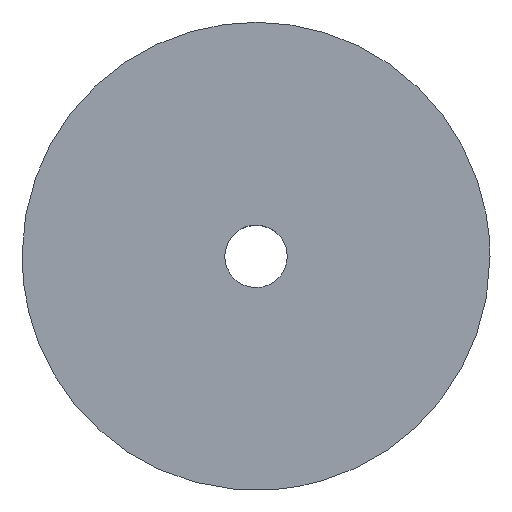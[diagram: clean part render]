
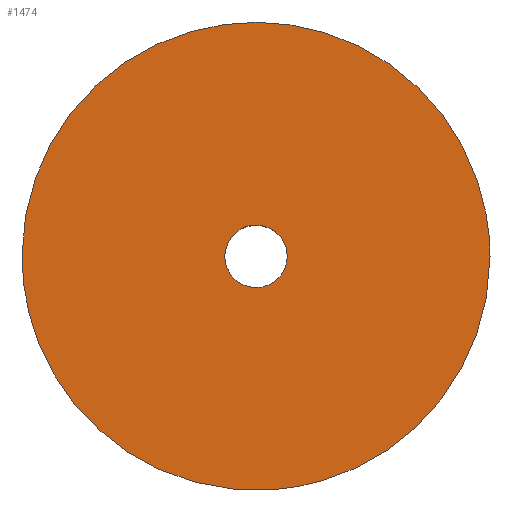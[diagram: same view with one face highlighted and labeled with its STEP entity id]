
A CAD part, top view. The second image highlights one B-rep face of the part: STEP entity #1474.
In plain terms, the highlighted free-form (B-spline) face has degree [1, 1] with [2, 2] control points.
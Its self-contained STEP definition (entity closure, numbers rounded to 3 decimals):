
#530=CARTESIAN_POINT('',(1.177,-14.954,19.));
#531=VERTEX_POINT('',#530);
#537=CARTESIAN_POINT('',(-13.948,-5.519,19.));
#538=VERTEX_POINT('',#537);
#539=CARTESIAN_POINT('',(1.177,-14.954,19.));
#540=CARTESIAN_POINT('',(0.589,-15.,19.));
#541=CARTESIAN_POINT('',(0.,-15.,19.));
#542=CARTESIAN_POINT('',(-10.197,-15.,19.));
#543=CARTESIAN_POINT('',(-13.948,-5.519,19.));
#551=(BOUNDED_CURVE()B_SPLINE_CURVE(2,(#539,#540,#541,#542,#543),.UNSPECIFIED.,.F.,.U.)B_SPLINE_CURVE_WITH_KNOTS((3,2,3),(0.736,0.75,0.938),.UNSPECIFIED.)CURVE()GEOMETRIC_REPRESENTATION_ITEM()RATIONAL_B_SPLINE_CURVE((0.97,0.984,1.0,0.78,0.89))REPRESENTATION_ITEM(''));
#552=EDGE_CURVE('',#531,#538,#551,.T.);
#604=CARTESIAN_POINT('',(-15.0,0.0,19.0));
#605=VERTEX_POINT('',#604);
#606=CARTESIAN_POINT('',(-13.948,-5.519,19.));
#607=CARTESIAN_POINT('',(-15.,-2.86,19.));
#608=CARTESIAN_POINT('',(-15.0,0.0,19.0));
#616=(BOUNDED_CURVE()B_SPLINE_CURVE(2,(#606,#607,#608),.UNSPECIFIED.,.F.,.U.)B_SPLINE_CURVE_WITH_KNOTS((3,3),(0.938,1.0),.UNSPECIFIED.)CURVE()GEOMETRIC_REPRESENTATION_ITEM()RATIONAL_B_SPLINE_CURVE((0.89,0.927,1.0))REPRESENTATION_ITEM(''));
#617=EDGE_CURVE('',#538,#605,#616,.T.);
#619=CARTESIAN_POINT('',(15.0,0.0,19.0));
#620=VERTEX_POINT('',#619);
#621=CARTESIAN_POINT('',(-15.0,0.0,19.0));
#622=CARTESIAN_POINT('',(-15.,15.,19.));
#623=CARTESIAN_POINT('',(0.0,15.0,19.0));
#624=CARTESIAN_POINT('',(15.,15.,19.));
#625=CARTESIAN_POINT('',(15.0,0.0,19.0));
#633=(BOUNDED_CURVE()B_SPLINE_CURVE(2,(#621,#622,#623,#624,#625),.UNSPECIFIED.,.F.,.U.)B_SPLINE_CURVE_WITH_KNOTS((3,2,3),(0.0,0.25,0.5),.UNSPECIFIED.)CURVE()GEOMETRIC_REPRESENTATION_ITEM()RATIONAL_B_SPLINE_CURVE((1.0,0.707,1.0,0.707,1.0))REPRESENTATION_ITEM(''));
#634=EDGE_CURVE('',#605,#620,#633,.T.);
#636=CARTESIAN_POINT('',(15.0,0.0,19.0));
#637=CARTESIAN_POINT('',(15.,-13.866,19.));
#638=CARTESIAN_POINT('',(1.177,-14.954,19.));
#646=(BOUNDED_CURVE()B_SPLINE_CURVE(2,(#636,#637,#638),.UNSPECIFIED.,.F.,.U.)B_SPLINE_CURVE_WITH_KNOTS((3,3),(0.5,0.736),.UNSPECIFIED.)CURVE()GEOMETRIC_REPRESENTATION_ITEM()RATIONAL_B_SPLINE_CURVE((1.0,0.723,0.97))REPRESENTATION_ITEM(''));
#647=EDGE_CURVE('',#620,#531,#646,.T.);
#739=CARTESIAN_POINT('',(-0.236,1.986,19.0));
#740=VERTEX_POINT('',#739);
#741=CARTESIAN_POINT('',(2.0,0.0,19.0));
#742=VERTEX_POINT('',#741);
#743=CARTESIAN_POINT('',(-0.236,1.986,19.0));
#744=CARTESIAN_POINT('',(-0.118,2.,19.));
#745=CARTESIAN_POINT('',(0.0,2.0,19.0));
#746=CARTESIAN_POINT('',(2.,2.,19.));
#747=CARTESIAN_POINT('',(2.0,0.0,19.0));
#755=(BOUNDED_CURVE()B_SPLINE_CURVE(2,(#743,#744,#745,#746,#747),.UNSPECIFIED.,.F.,.U.)B_SPLINE_CURVE_WITH_KNOTS((3,2,3),(0.23,0.25,0.5),.UNSPECIFIED.)CURVE()GEOMETRIC_REPRESENTATION_ITEM()RATIONAL_B_SPLINE_CURVE((0.956,0.976,1.0,0.707,1.0))REPRESENTATION_ITEM(''));
#756=EDGE_CURVE('',#740,#742,#755,.T.);
#797=CARTESIAN_POINT('',(0.122,-1.996,19.));
#798=VERTEX_POINT('',#797);
#804=CARTESIAN_POINT('',(2.0,0.0,19.0));
#805=CARTESIAN_POINT('',(2.,-1.881,19.));
#806=CARTESIAN_POINT('',(0.122,-1.996,19.));
#814=(BOUNDED_CURVE()B_SPLINE_CURVE(2,(#804,#805,#806),.UNSPECIFIED.,.F.,.U.)B_SPLINE_CURVE_WITH_KNOTS((3,3),(0.5,0.739),.UNSPECIFIED.)CURVE()GEOMETRIC_REPRESENTATION_ITEM()RATIONAL_B_SPLINE_CURVE((1.0,0.72,0.976))REPRESENTATION_ITEM(''));
#815=EDGE_CURVE('',#742,#798,#814,.T.);
#838=CARTESIAN_POINT('',(-2.0,0.0,19.0));
#839=VERTEX_POINT('',#838);
#840=CARTESIAN_POINT('',(-2.0,0.0,19.0));
#841=CARTESIAN_POINT('',(-2.,1.776,19.));
#842=CARTESIAN_POINT('',(-0.236,1.986,19.));
#850=(BOUNDED_CURVE()B_SPLINE_CURVE(2,(#840,#841,#842),.UNSPECIFIED.,.F.,.U.)B_SPLINE_CURVE_WITH_KNOTS((3,3),(0.0,0.23),.UNSPECIFIED.)CURVE()GEOMETRIC_REPRESENTATION_ITEM()RATIONAL_B_SPLINE_CURVE((1.0,0.731,0.956))REPRESENTATION_ITEM(''));
#851=EDGE_CURVE('',#839,#740,#850,.T.);
#853=CARTESIAN_POINT('',(0.122,-1.996,19.));
#854=CARTESIAN_POINT('',(0.061,-2.0,19.));
#855=CARTESIAN_POINT('',(0.0,-2.0,19.0));
#856=CARTESIAN_POINT('',(-2.,-2.,19.));
#857=CARTESIAN_POINT('',(-2.0,0.0,19.0));
#865=(BOUNDED_CURVE()B_SPLINE_CURVE(2,(#853,#854,#855,#856,#857),.UNSPECIFIED.,.F.,.U.)B_SPLINE_CURVE_WITH_KNOTS((3,2,3),(0.739,0.75,1.0),.UNSPECIFIED.)CURVE()GEOMETRIC_REPRESENTATION_ITEM()RATIONAL_B_SPLINE_CURVE((0.976,0.988,1.0,0.707,1.0))REPRESENTATION_ITEM(''));
#866=EDGE_CURVE('',#798,#839,#865,.T.);
#1457=CARTESIAN_POINT('',(16.498,-16.498,19.0));
#1458=CARTESIAN_POINT('',(-16.499,-16.498,19.0));
#1459=CARTESIAN_POINT('',(16.498,16.498,19.0));
#1460=CARTESIAN_POINT('',(-16.499,16.498,19.0));
#1461=B_SPLINE_SURFACE_WITH_KNOTS('',1,1,((#1457,#1459),(#1458,#1460)),.UNSPECIFIED.,.F.,.F.,.U.,(2,2),(2,2),(0.0,32.997),(0.0,32.997),.UNSPECIFIED.);
#1462=ORIENTED_EDGE('',*,*,#617,.F.);
#1463=ORIENTED_EDGE('',*,*,#552,.F.);
#1464=ORIENTED_EDGE('',*,*,#647,.F.);
#1465=ORIENTED_EDGE('',*,*,#634,.F.);
#1466=EDGE_LOOP('',(#1462,#1463,#1464,#1465));
#1467=FACE_OUTER_BOUND('',#1466,.T.);
#1468=ORIENTED_EDGE('',*,*,#815,.T.);
#1469=ORIENTED_EDGE('',*,*,#866,.T.);
#1470=ORIENTED_EDGE('',*,*,#851,.T.);
#1471=ORIENTED_EDGE('',*,*,#756,.T.);
#1472=EDGE_LOOP('',(#1468,#1469,#1470,#1471));
#1473=FACE_BOUND('',#1472,.T.);
#1474=ADVANCED_FACE('',(#1467,#1473),#1461,.F.);
